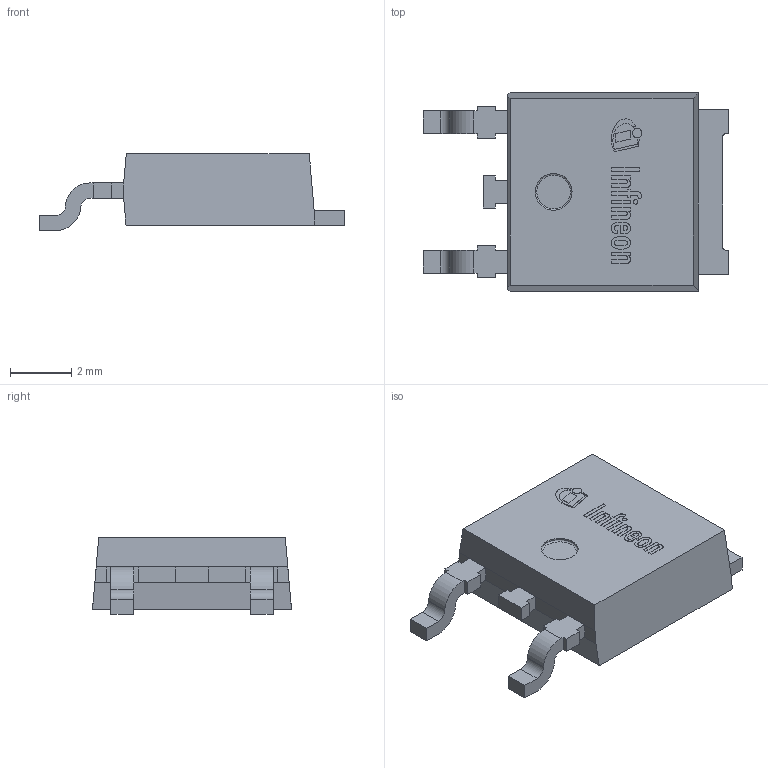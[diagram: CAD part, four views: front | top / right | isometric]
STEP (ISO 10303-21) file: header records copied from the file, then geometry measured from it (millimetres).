
FILE_DESCRIPTION(/* description */ (''),/* implementation_level */ '2;1');
FILE_NAME(/* name */ '1.stp',/* time_stamp */ '2024-07-11T19:45:50+05:30',/* author */ ('sivamani'),/* organization */ (''),/* preprocessor_version */ 'ST-DEVELOPER v19.2',/* originating_system */ 'AutoCAD Mechanical',/* authorisation */ '');
FILE_SCHEMA (('AUTOMOTIVE_DESIGN { 1 0 10303 214 3 1 1 }'));
Length unit declared in the file: millimetre
Products named in the file (1): Product
Bounding box: 9.98 x 6.5 x 2.51 mm (x, y, z)
Volume: 105.7 mm3; surface area: 223.4 mm2
Topology: 17 solids, 17 shells, 195 faces, 479 edges, 319 vertices
Faces by surface type: plane 161, bspline 18, cylinder 15, torus 1
Full cylindrical faces by diameter (mm): 0.149 x1, 0.307 x1, 1.2 x1
Entity records: 5933 total; most frequent: CARTESIAN_POINT 1364, ORIENTED_EDGE 958, DIRECTION 831, EDGE_CURVE 479, LINE 411, VECTOR 411, VERTEX_POINT 319, AXIS2_PLACEMENT_3D 210
